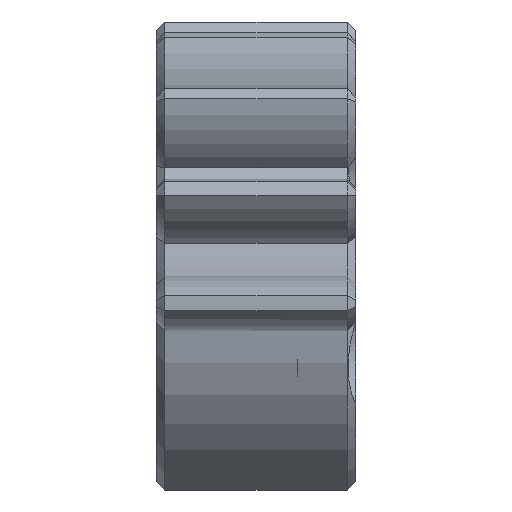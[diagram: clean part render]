
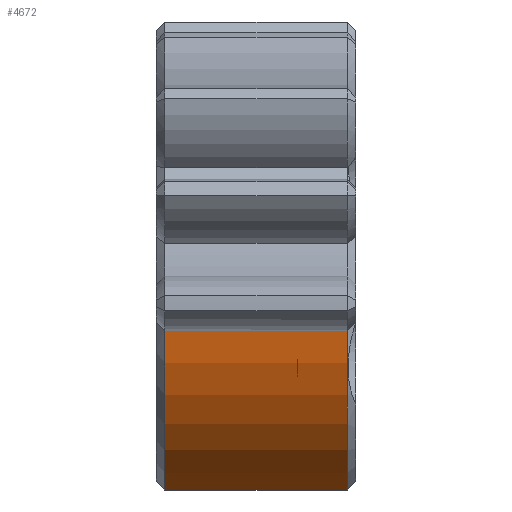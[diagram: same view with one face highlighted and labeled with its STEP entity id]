
A CAD part, front view. The second image highlights one B-rep face of the part: STEP entity #4672.
In plain terms, the highlighted cylindrical face has radius 12.499 mm (diameter 24.998 mm), a partial arc.
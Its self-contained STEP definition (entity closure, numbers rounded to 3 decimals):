
#24 = AXIS2_PLACEMENT_3D ( 'NONE', #2928, #1084, #428 ) ;
#148 = LINE ( 'NONE', #3120, #1892 ) ;
#222 = FACE_OUTER_BOUND ( 'NONE', #2218, .T. ) ;
#270 = VERTEX_POINT ( 'NONE', #3604 ) ;
#286 = ORIENTED_EDGE ( 'NONE', *, *, #2255, .T. ) ;
#428 = DIRECTION ( 'NONE',  ( 0., 0., 1. ) ) ;
#662 = VECTOR ( 'NONE', #3372, 1000. ) ;
#1084 = DIRECTION ( 'NONE',  ( -1., 0., 0. ) ) ;
#1342 = DIRECTION ( 'NONE',  ( -1., 0., 0. ) ) ;
#1357 = DIRECTION ( 'NONE',  ( 1., 0., 0. ) ) ;
#1402 = DIRECTION ( 'NONE',  ( 0., 0., -1. ) ) ;
#1648 = EDGE_CURVE ( 'NONE', #2838, #2021, #148, .T. ) ;
#1892 = VECTOR ( 'NONE', #1342, 1000. ) ;
#1895 = CARTESIAN_POINT ( 'NONE',  ( 0.5, -12.401, -1.562 ) ) ;
#1961 = CARTESIAN_POINT ( 'NONE',  ( 11.5, -12.401, -1.562 ) ) ;
#1986 = CIRCLE ( 'NONE', #2299, 12.499 ) ;
#2021 = VERTEX_POINT ( 'NONE', #1895 ) ;
#2218 = EDGE_LOOP ( 'NONE', ( #286, #3400, #3079, #4461 ) ) ;
#2255 = EDGE_CURVE ( 'NONE', #270, #4534, #3006, .T. ) ;
#2299 = AXIS2_PLACEMENT_3D ( 'NONE', #2864, #1357, #1402 ) ;
#2344 = CIRCLE ( 'NONE', #24, 12.499 ) ;
#2838 = VERTEX_POINT ( 'NONE', #1961 ) ;
#2850 = CARTESIAN_POINT ( 'NONE',  ( 0., -5.468, -11.24 ) ) ;
#2864 = CARTESIAN_POINT ( 'NONE',  ( 0.5, 0., 0. ) ) ;
#2928 = CARTESIAN_POINT ( 'NONE',  ( 11.5, 0., 0. ) ) ;
#3006 = LINE ( 'NONE', #2850, #662 ) ;
#3079 = ORIENTED_EDGE ( 'NONE', *, *, #1648, .T. ) ;
#3120 = CARTESIAN_POINT ( 'NONE',  ( 12., -12.401, -1.562 ) ) ;
#3192 = DIRECTION ( 'NONE',  ( -1., 0., 0. ) ) ;
#3372 = DIRECTION ( 'NONE',  ( 1., 0., 0. ) ) ;
#3380 = EDGE_CURVE ( 'NONE', #2021, #270, #1986, .T. ) ;
#3400 = ORIENTED_EDGE ( 'NONE', *, *, #3528, .T. ) ;
#3502 = DIRECTION ( 'NONE',  ( 0., 0., 1. ) ) ;
#3528 = EDGE_CURVE ( 'NONE', #4534, #2838, #2344, .T. ) ;
#3604 = CARTESIAN_POINT ( 'NONE',  ( 0.5, -5.468, -11.24 ) ) ;
#3655 = AXIS2_PLACEMENT_3D ( 'NONE', #4634, #3192, #3502 ) ;
#3899 = CARTESIAN_POINT ( 'NONE',  ( 11.5, -5.468, -11.24 ) ) ;
#4461 = ORIENTED_EDGE ( 'NONE', *, *, #3380, .T. ) ;
#4534 = VERTEX_POINT ( 'NONE', #3899 ) ;
#4587 = CYLINDRICAL_SURFACE ( 'NONE', #3655, 12.499 ) ;
#4634 = CARTESIAN_POINT ( 'NONE',  ( 12., 0., 0. ) ) ;
#4672 = ADVANCED_FACE ( 'NONE', ( #222 ), #4587, .T. ) ;
